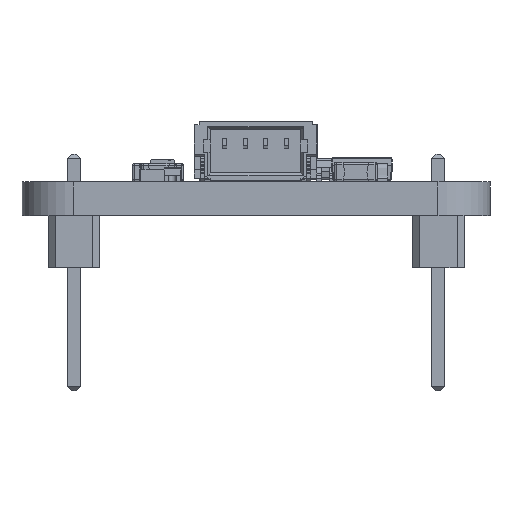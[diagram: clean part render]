
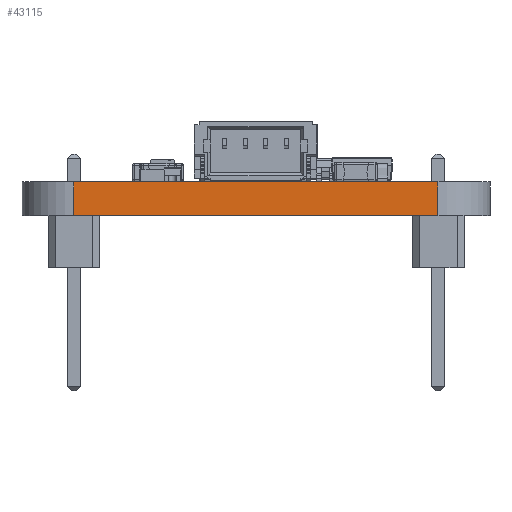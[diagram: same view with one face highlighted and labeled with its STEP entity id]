
A CAD part, left-side view. The second image highlights one B-rep face of the part: STEP entity #43115.
In plain terms, the highlighted planar face has unit normal (-1, 0, 0).
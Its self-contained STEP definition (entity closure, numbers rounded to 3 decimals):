
#2064=PLANE('',#46094);
#3946=FACE_OUTER_BOUND('',#6438,.T.);
#6438=EDGE_LOOP('',(#30342,#30343,#30344,#30345));
#9132=LINE('',#61305,#14112);
#9133=LINE('',#61308,#14113);
#9134=LINE('',#61310,#14114);
#9135=LINE('',#61311,#14115);
#14112=VECTOR('',#49649,10.);
#14113=VECTOR('',#49652,10.);
#14114=VECTOR('',#49653,10.);
#14115=VECTOR('',#49654,10.);
#19966=VERTEX_POINT('',#61301);
#19967=VERTEX_POINT('',#61303);
#19968=VERTEX_POINT('',#61307);
#19969=VERTEX_POINT('',#61309);
#24057=EDGE_CURVE('',#19966,#19967,#9132,.T.);
#24058=EDGE_CURVE('',#19968,#19966,#9133,.T.);
#24059=EDGE_CURVE('',#19969,#19967,#9134,.T.);
#24060=EDGE_CURVE('',#19968,#19969,#9135,.T.);
#30342=ORIENTED_EDGE('',*,*,#24058,.T.);
#30343=ORIENTED_EDGE('',*,*,#24057,.T.);
#30344=ORIENTED_EDGE('',*,*,#24059,.F.);
#30345=ORIENTED_EDGE('',*,*,#24060,.F.);
#43115=ADVANCED_FACE('',(#3946),#2064,.T.);
#46094=AXIS2_PLACEMENT_3D('',#61306,#49650,#49651);
#49649=DIRECTION('',(0.,0.,1.));
#49650=DIRECTION('center_axis',(-1.,0.,0.));
#49651=DIRECTION('ref_axis',(0.,-1.,0.));
#49652=DIRECTION('',(0.,-1.,0.));
#49653=DIRECTION('',(0.,-1.,0.));
#49654=DIRECTION('',(0.,0.,1.));
#61301=CARTESIAN_POINT('',(-12.7,-8.89,0.));
#61303=CARTESIAN_POINT('',(-12.7,-8.89,1.65));
#61305=CARTESIAN_POINT('',(-12.7,-8.89,0.));
#61306=CARTESIAN_POINT('Origin',(-12.7,8.89,0.));
#61307=CARTESIAN_POINT('',(-12.7,8.89,0.));
#61308=CARTESIAN_POINT('',(-12.7,8.89,0.));
#61309=CARTESIAN_POINT('',(-12.7,8.89,1.65));
#61310=CARTESIAN_POINT('',(-12.7,8.89,1.65));
#61311=CARTESIAN_POINT('',(-12.7,8.89,0.));
